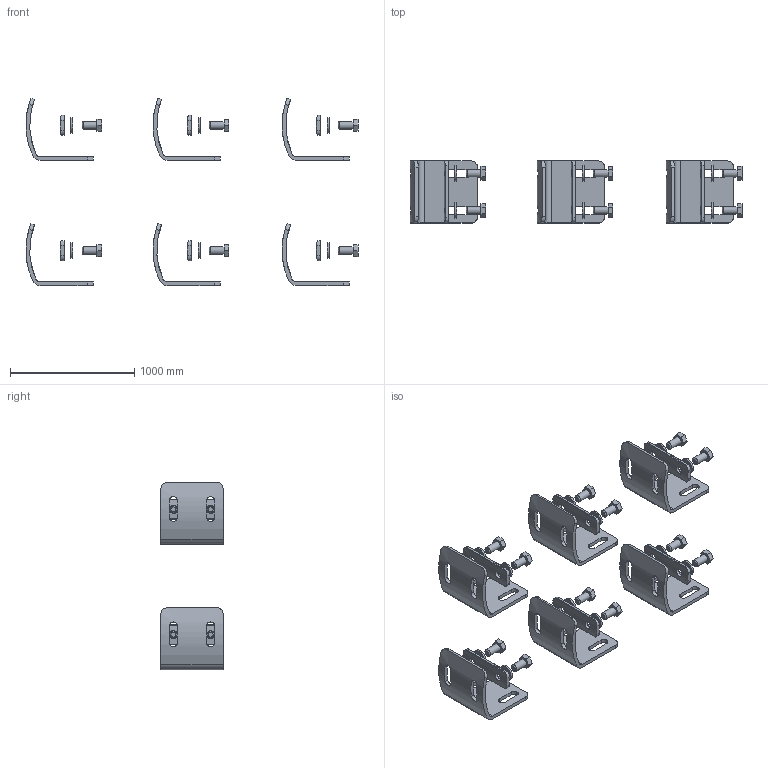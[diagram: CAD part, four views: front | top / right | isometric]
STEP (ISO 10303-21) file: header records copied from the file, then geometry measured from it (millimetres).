
FILE_DESCRIPTION (( 'STEP AP214' ), '1' );
FILE_NAME ('WebAssembly.STEP', '2020-09-29T15:34:21', ( '' ), ( '' ), 'SwSTEP 2.0', 'SolidWorks 2019', '' );
FILE_SCHEMA (( 'AUTOMOTIVE_DESIGN' ));
Length unit declared in the file: inch
Products named in the file (2): SFB-6SG - 1; WebAssembly
Assembly tree (6 placements, depth 2):
  WebAssembly
    SFB-6SG - 1  x6
Bounding box: 2675.68 x 500 x 1510.37 mm (x, y, z)
Volume: 98190462.8 mm3; surface area: 8036849.1 mm2
Topology: 36 solids, 36 shells, 480 faces, 1152 edges, 768 vertices
Faces by surface type: plane 276, cylinder 192, bspline 12
Full cylindrical faces by diameter (mm): 60 x12, 64 x12, 65 x12, 125 x24
Entity records: 4735 total; most frequent: CARTESIAN_POINT 1727, DIRECTION 366, ORIENTED_EDGE 356, EDGE_CURVE 178, AXIS2_PLACEMENT_3D 135, VERTEX_POINT 126, EDGE_LOOP 112, LINE 96
